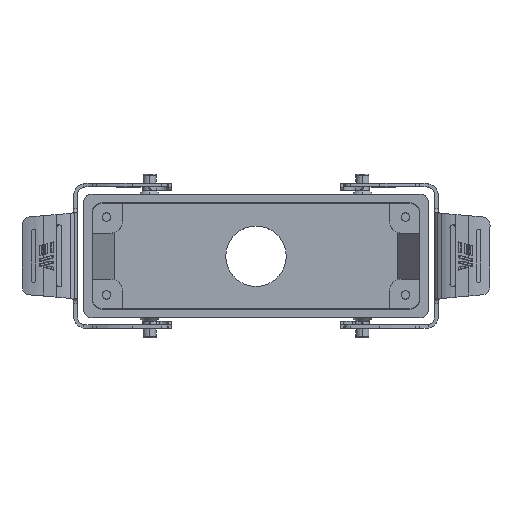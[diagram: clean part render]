
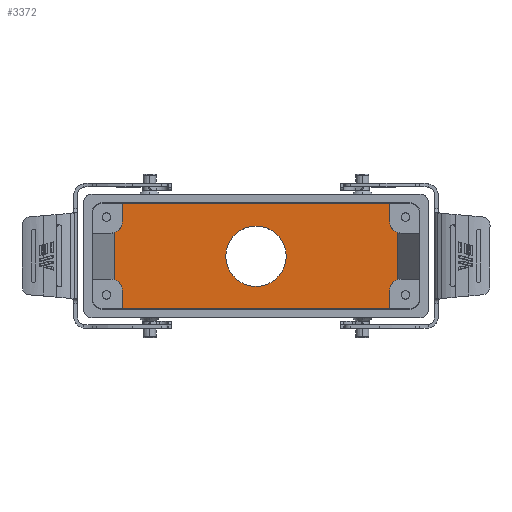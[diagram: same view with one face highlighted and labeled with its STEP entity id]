
A CAD part, top view. The second image highlights one B-rep face of the part: STEP entity #3372.
In plain terms, the highlighted planar face has unit normal (0, 0, 1).
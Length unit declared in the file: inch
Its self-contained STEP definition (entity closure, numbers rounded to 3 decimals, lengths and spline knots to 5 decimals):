
#151 = CIRCLE ( 'NONE', #19611, 0.41339 ) ;
#559 = FACE_OUTER_BOUND ( 'NONE', #18630, .T. ) ;
#710 = LINE ( 'NONE', #17992, #10022 ) ;
#1256 = VERTEX_POINT ( 'NONE', #13000 ) ;
#1556 = DIRECTION ( 'NONE',  ( 0., -1., 0. ) ) ;
#2347 = DIRECTION ( 'NONE',  ( -1., 0., 0. ) ) ;
#2357 = ORIENTED_EDGE ( 'NONE', *, *, #10512, .T. ) ;
#2482 = LINE ( 'NONE', #8208, #14455 ) ;
#2697 = VECTOR ( 'NONE', #10857, 39.37008 ) ;
#3246 = CARTESIAN_POINT ( 'NONE',  ( 0., 0., -2.44882 ) ) ;
#3372 = ADVANCED_FACE ( 'NONE', ( #559, #12013 ), #19969, .T. ) ;
#3373 = DIRECTION ( 'NONE',  ( 0., 0., -1. ) ) ;
#3415 = LINE ( 'NONE', #4912, #20519 ) ;
#3569 = CARTESIAN_POINT ( 'NONE',  ( 2.19947, -0.72214, -2.44882 ) ) ;
#3605 = AXIS2_PLACEMENT_3D ( 'NONE', #4784, #4533, #12261 ) ;
#3625 = LINE ( 'NONE', #20431, #18261 ) ;
#3974 = CARTESIAN_POINT ( 'NONE',  ( 1.98819, 0.47244, -2.44882 ) ) ;
#4372 = CARTESIAN_POINT ( 'NONE',  ( 1.83071, -0.72214, -2.44882 ) ) ;
#4533 = DIRECTION ( 'NONE',  ( 0., 0., 1. ) ) ;
#4668 = VERTEX_POINT ( 'NONE', #19123 ) ;
#4784 = CARTESIAN_POINT ( 'NONE',  ( 2.19947, 0.68367, -2.44882 ) ) ;
#4829 = CARTESIAN_POINT ( 'NONE',  ( -1.83071, 0.72214, -2.44882 ) ) ;
#4912 = CARTESIAN_POINT ( 'NONE',  ( -1.83071, 0.68367, -2.44882 ) ) ;
#4950 = CARTESIAN_POINT ( 'NONE',  ( -1.83071, 0.47244, -2.44882 ) ) ;
#4956 = CARTESIAN_POINT ( 'NONE',  ( 1.93531, 0.68367, -2.44882 ) ) ;
#4985 = VECTOR ( 'NONE', #13852, 39.37008 ) ;
#5112 = EDGE_CURVE ( 'NONE', #21842, #22242, #24310, .T. ) ;
#5376 = DIRECTION ( 'NONE',  ( 0., 1., 0. ) ) ;
#5463 = CARTESIAN_POINT ( 'NONE',  ( 1.93531, 0.3241, -2.44882 ) ) ;
#5984 = DIRECTION ( 'NONE',  ( 1., 0., 0. ) ) ;
#6009 = AXIS2_PLACEMENT_3D ( 'NONE', #3246, #3373, #23933 ) ;
#6072 = VERTEX_POINT ( 'NONE', #15488 ) ;
#6128 = CARTESIAN_POINT ( 'NONE',  ( -2.10712, 0.72214, -2.44882 ) ) ;
#6303 = ORIENTED_EDGE ( 'NONE', *, *, #17273, .T. ) ;
#6338 = DIRECTION ( 'NONE',  ( 1., 0., 0. ) ) ;
#6483 = CARTESIAN_POINT ( 'NONE',  ( 1.83071, 0.72214, -2.44882 ) ) ;
#6548 = EDGE_CURVE ( 'NONE', #22242, #21842, #151, .T. ) ;
#6579 = EDGE_CURVE ( 'NONE', #4668, #7364, #2482, .T. ) ;
#7088 = EDGE_CURVE ( 'NONE', #1256, #22589, #7304, .T. ) ;
#7283 = ORIENTED_EDGE ( 'NONE', *, *, #5112, .T. ) ;
#7304 = LINE ( 'NONE', #3569, #16596 ) ;
#7364 = VERTEX_POINT ( 'NONE', #6483 ) ;
#7628 = ORIENTED_EDGE ( 'NONE', *, *, #8060, .T. ) ;
#7686 = ORIENTED_EDGE ( 'NONE', *, *, #6548, .T. ) ;
#7811 = VERTEX_POINT ( 'NONE', #12221 ) ;
#7835 = DIRECTION ( 'NONE',  ( 0., 0., -1. ) ) ;
#7982 = ORIENTED_EDGE ( 'NONE', *, *, #23698, .T. ) ;
#8060 = EDGE_CURVE ( 'NONE', #21761, #6072, #13996, .T. ) ;
#8100 = LINE ( 'NONE', #6128, #4985 ) ;
#8146 = EDGE_CURVE ( 'NONE', #7811, #12225, #12430, .T. ) ;
#8183 = ORIENTED_EDGE ( 'NONE', *, *, #8551, .T. ) ;
#8208 = CARTESIAN_POINT ( 'NONE',  ( 1.83071, 0.68367, -2.44882 ) ) ;
#8551 = EDGE_CURVE ( 'NONE', #6072, #12787, #710, .T. ) ;
#8904 = CARTESIAN_POINT ( 'NONE',  ( -0.41339, 0., -2.44882 ) ) ;
#9821 = EDGE_LOOP ( 'NONE', ( #7283, #7686 ) ) ;
#10022 = VECTOR ( 'NONE', #19989, 39.37008 ) ;
#10446 = DIRECTION ( 'NONE',  ( 0., 0., -1. ) ) ;
#10512 = EDGE_CURVE ( 'NONE', #22589, #22229, #3625, .T. ) ;
#10857 = DIRECTION ( 'NONE',  ( 0., -1., 0. ) ) ;
#11944 = DIRECTION ( 'NONE',  ( 0., 0., -1. ) ) ;
#12013 = FACE_BOUND ( 'NONE', #9821, .T. ) ;
#12221 = CARTESIAN_POINT ( 'NONE',  ( 1.93531, -0.3241, -2.44882 ) ) ;
#12225 = VERTEX_POINT ( 'NONE', #5463 ) ;
#12261 = DIRECTION ( 'NONE',  ( 0., -1., 0. ) ) ;
#12430 = LINE ( 'NONE', #4956, #13602 ) ;
#12787 = VERTEX_POINT ( 'NONE', #17605 ) ;
#13000 = CARTESIAN_POINT ( 'NONE',  ( -1.83071, -0.72214, -2.44882 ) ) ;
#13602 = VECTOR ( 'NONE', #23780, 39.37008 ) ;
#13752 = AXIS2_PLACEMENT_3D ( 'NONE', #3974, #7835, #2347 ) ;
#13852 = DIRECTION ( 'NONE',  ( 1., 0., 0. ) ) ;
#13879 = CARTESIAN_POINT ( 'NONE',  ( 1.83071, -0.47244, -2.44882 ) ) ;
#13951 = DIRECTION ( 'NONE',  ( -1., 0., 0. ) ) ;
#13996 = CIRCLE ( 'NONE', #20347, 0.15748 ) ;
#14046 = ORIENTED_EDGE ( 'NONE', *, *, #7088, .T. ) ;
#14107 = VERTEX_POINT ( 'NONE', #16093 ) ;
#14196 = CARTESIAN_POINT ( 'NONE',  ( 0., 0., -2.44882 ) ) ;
#14455 = VECTOR ( 'NONE', #21660, 39.37008 ) ;
#14994 = ORIENTED_EDGE ( 'NONE', *, *, #20510, .T. ) ;
#15446 = CARTESIAN_POINT ( 'NONE',  ( 1.98819, -0.47244, -2.44882 ) ) ;
#15488 = CARTESIAN_POINT ( 'NONE',  ( -1.93531, 0.3241, -2.44882 ) ) ;
#15715 = DIRECTION ( 'NONE',  ( 0., 0., -1. ) ) ;
#15740 = CARTESIAN_POINT ( 'NONE',  ( 0.41339, 0., -2.44882 ) ) ;
#15958 = ORIENTED_EDGE ( 'NONE', *, *, #8146, .T. ) ;
#16093 = CARTESIAN_POINT ( 'NONE',  ( -1.83071, -0.47244, -2.44882 ) ) ;
#16095 = AXIS2_PLACEMENT_3D ( 'NONE', #15446, #11944, #5984 ) ;
#16224 = ORIENTED_EDGE ( 'NONE', *, *, #18371, .T. ) ;
#16596 = VECTOR ( 'NONE', #18765, 39.37008 ) ;
#16810 = VERTEX_POINT ( 'NONE', #4829 ) ;
#17099 = LINE ( 'NONE', #20313, #2697 ) ;
#17273 = EDGE_CURVE ( 'NONE', #22229, #7811, #18876, .T. ) ;
#17605 = CARTESIAN_POINT ( 'NONE',  ( -1.93531, -0.3241, -2.44882 ) ) ;
#17992 = CARTESIAN_POINT ( 'NONE',  ( -1.93531, 0.68367, -2.44882 ) ) ;
#18261 = VECTOR ( 'NONE', #5376, 39.37008 ) ;
#18361 = EDGE_CURVE ( 'NONE', #16810, #7364, #8100, .T. ) ;
#18371 = EDGE_CURVE ( 'NONE', #12787, #14107, #18455, .T. ) ;
#18455 = CIRCLE ( 'NONE', #19639, 0.15748 ) ;
#18629 = ORIENTED_EDGE ( 'NONE', *, *, #21225, .T. ) ;
#18630 = EDGE_LOOP ( 'NONE', ( #2357, #6303, #15958, #14994, #19841, #21869, #7982, #7628, #8183, #16224, #18629, #14046 ) ) ;
#18765 = DIRECTION ( 'NONE',  ( 1., 0., 0. ) ) ;
#18876 = CIRCLE ( 'NONE', #16095, 0.15748 ) ;
#19123 = CARTESIAN_POINT ( 'NONE',  ( 1.83071, 0.47244, -2.44882 ) ) ;
#19531 = DIRECTION ( 'NONE',  ( 0., 0., -1. ) ) ;
#19611 = AXIS2_PLACEMENT_3D ( 'NONE', #14196, #10446, #13951 ) ;
#19639 = AXIS2_PLACEMENT_3D ( 'NONE', #21318, #15715, #21437 ) ;
#19841 = ORIENTED_EDGE ( 'NONE', *, *, #6579, .T. ) ;
#19969 = PLANE ( 'NONE',  #3605 ) ;
#19989 = DIRECTION ( 'NONE',  ( 0., -1., 0. ) ) ;
#20313 = CARTESIAN_POINT ( 'NONE',  ( -1.83071, 0.68367, -2.44882 ) ) ;
#20347 = AXIS2_PLACEMENT_3D ( 'NONE', #23400, #19531, #6338 ) ;
#20431 = CARTESIAN_POINT ( 'NONE',  ( 1.83071, 0.68367, -2.44882 ) ) ;
#20510 = EDGE_CURVE ( 'NONE', #12225, #4668, #24496, .T. ) ;
#20519 = VECTOR ( 'NONE', #1556, 39.37008 ) ;
#21225 = EDGE_CURVE ( 'NONE', #14107, #1256, #3415, .T. ) ;
#21318 = CARTESIAN_POINT ( 'NONE',  ( -1.98819, -0.47244, -2.44882 ) ) ;
#21437 = DIRECTION ( 'NONE',  ( -1., 0., 0. ) ) ;
#21660 = DIRECTION ( 'NONE',  ( 0., 1., 0. ) ) ;
#21761 = VERTEX_POINT ( 'NONE', #4950 ) ;
#21842 = VERTEX_POINT ( 'NONE', #8904 ) ;
#21869 = ORIENTED_EDGE ( 'NONE', *, *, #18361, .F. ) ;
#22229 = VERTEX_POINT ( 'NONE', #13879 ) ;
#22242 = VERTEX_POINT ( 'NONE', #15740 ) ;
#22589 = VERTEX_POINT ( 'NONE', #4372 ) ;
#23400 = CARTESIAN_POINT ( 'NONE',  ( -1.98819, 0.47244, -2.44882 ) ) ;
#23698 = EDGE_CURVE ( 'NONE', #16810, #21761, #17099, .T. ) ;
#23780 = DIRECTION ( 'NONE',  ( 0., 1., 0. ) ) ;
#23933 = DIRECTION ( 'NONE',  ( -1., 0., 0. ) ) ;
#24310 = CIRCLE ( 'NONE', #6009, 0.41339 ) ;
#24496 = CIRCLE ( 'NONE', #13752, 0.15748 ) ;
